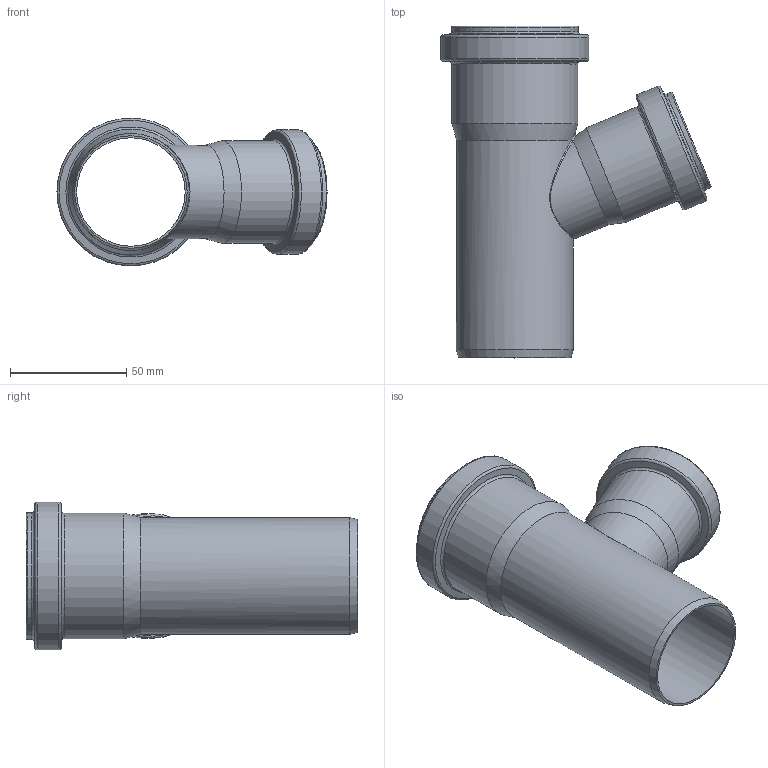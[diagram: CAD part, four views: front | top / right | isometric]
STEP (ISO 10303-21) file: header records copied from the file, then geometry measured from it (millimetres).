
FILE_DESCRIPTION(/* description */ (''),/* implementation_level */ '2;1');
FILE_NAME(/* name */ '172310 HTsafeEA DN_OD 50_40_67°.stp',/* time_stamp */ '2017-03-13T09:12:09+01:00',/* author */ ('user1'),/* organization */ (''),/* preprocessor_version */ 'ST-DEVELOPER v16.1',/* originating_system */ 'Autodesk Inventor 2016',/* authorisation */ '');
FILE_SCHEMA (('AUTOMOTIVE_DESIGN { 1 0 10303 214 3 1 1 }'));
Length unit declared in the file: millimetre
Products named in the file (1): 172310 HTsafeEA DN_OD 50_40_67°
Bounding box: 116.02 x 142.5 x 63.5 mm (x, y, z)
Volume: 54028.9 mm3; surface area: 63906.3 mm2
Topology: 1 solids, 1 shells, 58 faces, 122 edges, 67 vertices
Faces by surface type: torus 20, cylinder 18, cone 13, plane 5, bspline 2
Full cylindrical faces by diameter (mm): 36.5 x1, 40.8 x1, 41.1 x2, 44 x1, 44.3 x1, 46.6 x1, 50.2 x1, 50.3 x1, 50.8 x1, 51.1 x2, 53.5 x1, 54 x1, 54.3 x1, 60.3 x1, 63.5 x1
Entity records: 1674 total; most frequent: CARTESIAN_POINT 640, DIRECTION 224, ORIENTED_EDGE 132, EDGE_LOOP 114, AXIS2_PLACEMENT_3D 112, EDGE_CURVE 66, VERTEX_POINT 62, FACE_OUTER_BOUND 58
